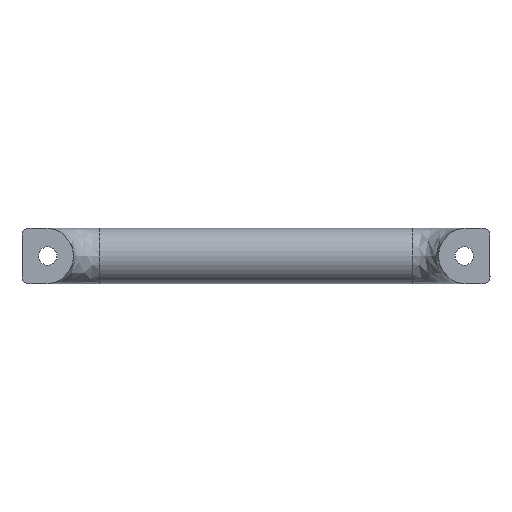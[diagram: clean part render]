
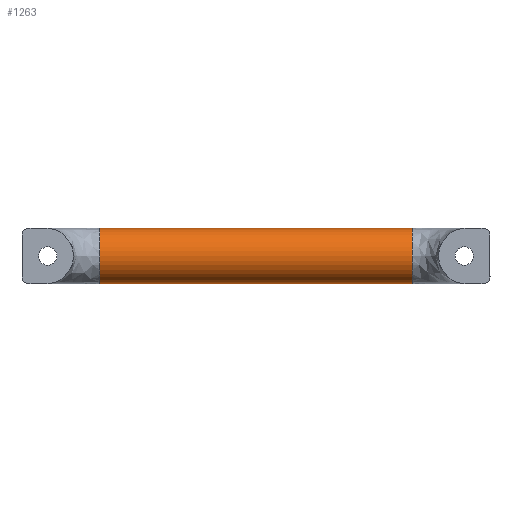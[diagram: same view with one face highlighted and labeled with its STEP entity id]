
A CAD part, front view. The second image highlights one B-rep face of the part: STEP entity #1263.
In plain terms, the highlighted cylindrical face has radius 8 mm (diameter 16 mm), a partial arc.
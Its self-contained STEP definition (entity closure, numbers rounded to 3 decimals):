
#170 = VECTOR ( 'NONE', #524, 1000. ) ;
#176 = LINE ( 'NONE', #525, #170 ) ;
#205 = CIRCLE ( 'NONE', #1226, 8. ) ;
#235 = CARTESIAN_POINT ( 'NONE',  ( 105., 41.6, 8. ) ) ;
#407 = CYLINDRICAL_SURFACE ( 'NONE', #978, 8. ) ;
#419 = FACE_OUTER_BOUND ( 'NONE', #611, .T. ) ;
#513 = DIRECTION ( 'NONE',  ( 0., 0., -1. ) ) ;
#515 = DIRECTION ( 'NONE',  ( -1., 0., 0. ) ) ;
#519 = CARTESIAN_POINT ( 'NONE',  ( 105., 41.6, 0. ) ) ;
#524 = DIRECTION ( 'NONE',  ( -1., 0., 0. ) ) ;
#525 = CARTESIAN_POINT ( 'NONE',  ( 15., 41.6, 8. ) ) ;
#551 = ORIENTED_EDGE ( 'NONE', *, *, #1737, .T. ) ;
#552 = ORIENTED_EDGE ( 'NONE', *, *, #1735, .T. ) ;
#556 = ORIENTED_EDGE ( 'NONE', *, *, #2158, .T. ) ;
#560 = DIRECTION ( 'NONE',  ( 1., 0., 0. ) ) ;
#607 = ORIENTED_EDGE ( 'NONE', *, *, #2151, .T. ) ;
#611 = EDGE_LOOP ( 'NONE', ( #552, #551, #607, #556 ) ) ;
#641 = CARTESIAN_POINT ( 'NONE',  ( 15., 41.6, -8. ) ) ;
#801 = VERTEX_POINT ( 'NONE', #1655 ) ;
#912 = CARTESIAN_POINT ( 'NONE',  ( 15., 41.6, 0. ) ) ;
#930 = DIRECTION ( 'NONE',  ( 0., 0., -1. ) ) ;
#947 = DIRECTION ( 'NONE',  ( 1., 0., 0. ) ) ;
#968 = CARTESIAN_POINT ( 'NONE',  ( 15., 41.6, -8. ) ) ;
#978 = AXIS2_PLACEMENT_3D ( 'NONE', #1618, #1593, #1601 ) ;
#1226 = AXIS2_PLACEMENT_3D ( 'NONE', #519, #515, #513 ) ;
#1263 = ADVANCED_FACE ( 'NONE', ( #419 ), #407, .T. ) ;
#1458 = VERTEX_POINT ( 'NONE', #968 ) ;
#1593 = DIRECTION ( 'NONE',  ( 1., 0., 0. ) ) ;
#1601 = DIRECTION ( 'NONE',  ( 0., 0., -1. ) ) ;
#1618 = CARTESIAN_POINT ( 'NONE',  ( 15., 41.6, 0. ) ) ;
#1628 = VECTOR ( 'NONE', #560, 1000. ) ;
#1655 = CARTESIAN_POINT ( 'NONE',  ( 105., 41.6, -8. ) ) ;
#1735 = EDGE_CURVE ( 'NONE', #801, #1958, #205, .T. ) ;
#1737 = EDGE_CURVE ( 'NONE', #1958, #2241, #176, .T. ) ;
#1845 = LINE ( 'NONE', #641, #1628 ) ;
#1958 = VERTEX_POINT ( 'NONE', #235 ) ;
#2091 = AXIS2_PLACEMENT_3D ( 'NONE', #912, #947, #930 ) ;
#2148 = CIRCLE ( 'NONE', #2091, 8. ) ;
#2151 = EDGE_CURVE ( 'NONE', #2241, #1458, #2148, .T. ) ;
#2158 = EDGE_CURVE ( 'NONE', #1458, #801, #1845, .T. ) ;
#2210 = CARTESIAN_POINT ( 'NONE',  ( 15., 41.6, 8. ) ) ;
#2241 = VERTEX_POINT ( 'NONE', #2210 ) ;
